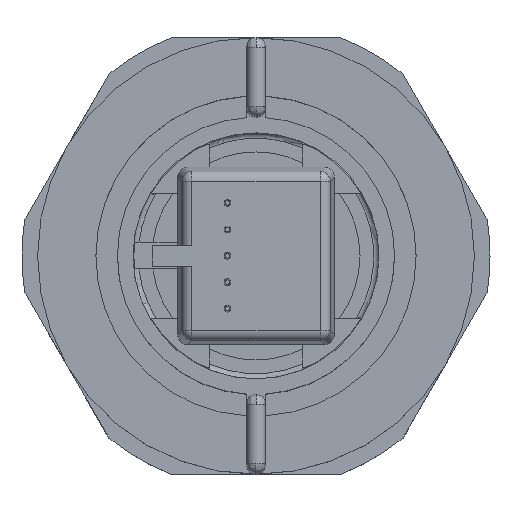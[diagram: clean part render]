
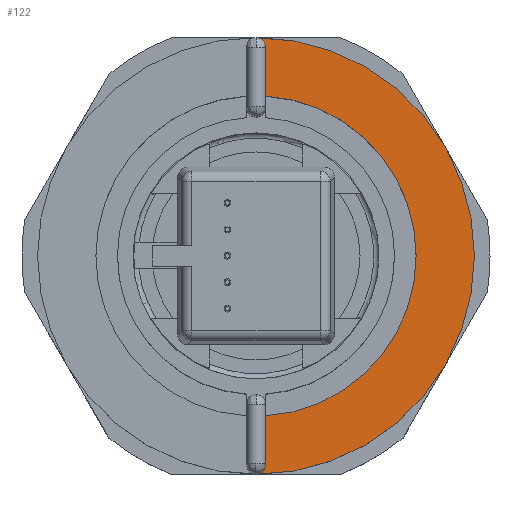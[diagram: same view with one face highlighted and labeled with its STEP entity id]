
A CAD part, top view. The second image highlights one B-rep face of the part: STEP entity #122.
In plain terms, the highlighted planar face has unit normal (0, 0, 1).
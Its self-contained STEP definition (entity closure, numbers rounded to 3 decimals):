
#122=ADVANCED_FACE('',(#699),#700,.F.);
#699=FACE_OUTER_BOUND('',#2149,.T.);
#700=PLANE('',#2150);
#2149=EDGE_LOOP('',(#8652,#8653,#8654,#8655,#8656,#8657,#8658));
#2150=AXIS2_PLACEMENT_3D('',#8659,#8660,#8661);
#8652=ORIENTED_EDGE('',*,*,#12531,.F.);
#8653=ORIENTED_EDGE('',*,*,#12541,.T.);
#8654=ORIENTED_EDGE('',*,*,#12542,.F.);
#8655=ORIENTED_EDGE('',*,*,#12543,.F.);
#8656=ORIENTED_EDGE('',*,*,#12544,.F.);
#8657=ORIENTED_EDGE('',*,*,#12545,.T.);
#8658=ORIENTED_EDGE('',*,*,#12546,.F.);
#8659=CARTESIAN_POINT('',(0.0,0.0,1.5));
#8660=DIRECTION('',(0.0,0.0,-1.0));
#8661=DIRECTION('',(0.0,-1.0,0.0));
#12531=EDGE_CURVE('',#14089,#14090,#14091,.T.);
#12541=EDGE_CURVE('',#14089,#14107,#14108,.T.);
#12542=EDGE_CURVE('',#14109,#14107,#14110,.T.);
#12543=EDGE_CURVE('',#14111,#14109,#14112,.T.);
#12544=EDGE_CURVE('',#14113,#14111,#14114,.T.);
#12545=EDGE_CURVE('',#14113,#14096,#14115,.T.);
#12546=EDGE_CURVE('',#14090,#14096,#14116,.T.);
#14089=VERTEX_POINT('',#18222);
#14090=VERTEX_POINT('',#18223);
#14091=CIRCLE('',#18224,21.0);
#14096=VERTEX_POINT('',#18231);
#14107=VERTEX_POINT('',#18244);
#14108=CIRCLE('',#18245,0.9);
#14109=VERTEX_POINT('',#18246);
#14110=LINE('',#18247,#18248);
#14111=VERTEX_POINT('',#18249);
#14112=CIRCLE('',#18250,15.4);
#14113=VERTEX_POINT('',#18251);
#14114=LINE('',#18252,#18253);
#14115=CIRCLE('',#18254,0.9);
#14116=CIRCLE('',#18255,21.0);
#18222=CARTESIAN_POINT('',(0.0,21.0,1.5));
#18223=CARTESIAN_POINT('',(21.0,0.0,1.5));
#18224=AXIS2_PLACEMENT_3D('',#23861,#23862,#23863);
#18231=CARTESIAN_POINT('',(0.,-21.0,1.5));
#18244=CARTESIAN_POINT('',(0.9,20.1,1.5));
#18245=AXIS2_PLACEMENT_3D('',#23883,#23884,#23885);
#18246=CARTESIAN_POINT('',(0.9,15.374,1.5));
#18247=CARTESIAN_POINT('',(0.9,15.374,1.5));
#18248=VECTOR('',#23886,4.726);
#18249=CARTESIAN_POINT('',(0.9,-15.374,1.5));
#18250=AXIS2_PLACEMENT_3D('',#23887,#23888,#23889);
#18251=CARTESIAN_POINT('',(0.9,-20.1,1.5));
#18252=CARTESIAN_POINT('',(0.9,-20.1,1.5));
#18253=VECTOR('',#23890,4.726);
#18254=AXIS2_PLACEMENT_3D('',#23891,#23892,#23893);
#18255=AXIS2_PLACEMENT_3D('',#23894,#23895,#23896);
#23861=CARTESIAN_POINT('',(0.0,0.0,1.5));
#23862=DIRECTION('',(0.0,0.0,-1.0));
#23863=DIRECTION('',(0.0,1.0,0.0));
#23883=CARTESIAN_POINT('',(0.0,20.1,1.5));
#23884=DIRECTION('',(0.0,0.0,-1.0));
#23885=DIRECTION('',(0.0,1.0,0.0));
#23886=DIRECTION('',(0.0,1.0,0.0));
#23887=CARTESIAN_POINT('',(0.0,0.0,1.5));
#23888=DIRECTION('',(0.0,0.0,1.0));
#23889=DIRECTION('',(0.058,-0.998,0.0));
#23890=DIRECTION('',(0.0,1.0,0.0));
#23891=CARTESIAN_POINT('',(0.,-20.1,1.5));
#23892=DIRECTION('',(0.0,0.0,-1.0));
#23893=DIRECTION('',(1.0,0.0,0.0));
#23894=CARTESIAN_POINT('',(0.0,0.0,1.5));
#23895=DIRECTION('',(0.0,0.0,-1.0));
#23896=DIRECTION('',(1.0,0.0,0.0));
